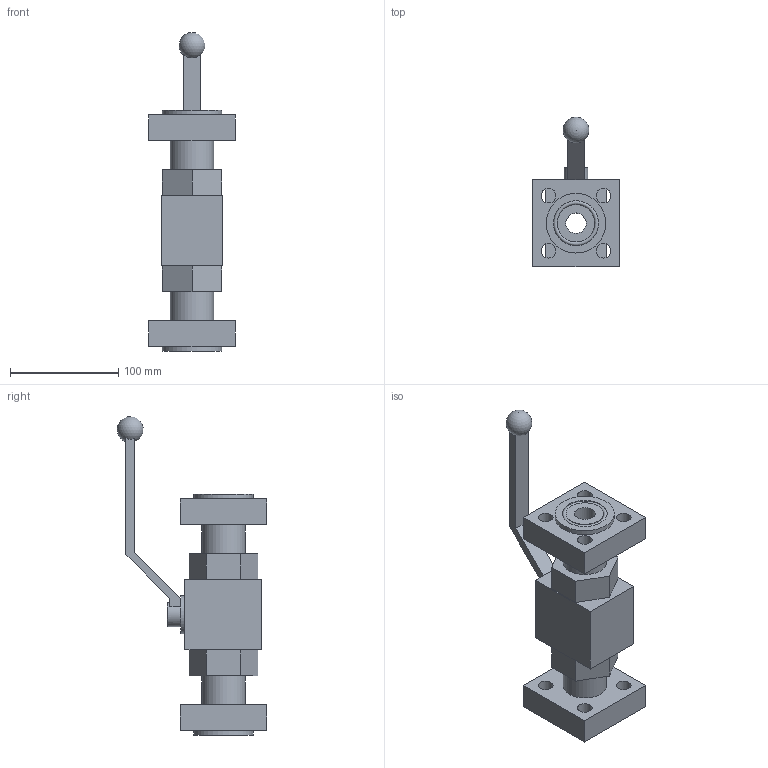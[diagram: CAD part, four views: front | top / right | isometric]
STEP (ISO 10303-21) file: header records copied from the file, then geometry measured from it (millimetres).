
FILE_DESCRIPTION(/* description */ ('STEP AP203'),/* implementation_level */ '2;1');
FILE_NAME(/* name */ 'Ball Valve BKF 25-01(0)',/* time_stamp */ '2025-01-22T10:03:31+01:00',/* author */ ('License CC BY-ND 4.0'),/* organization */ ('CADENAS'),/* preprocessor_version */ 'ST-DEVELOPER v19.3',/* originating_system */ 'PARTsolutions',/* authorisation */ ' ');
FILE_SCHEMA (('CONFIG_CONTROL_DESIGN'));
Length unit declared in the file: millimetre
Products named in the file (1): Blockkugelhahn BKF 25-01(0)
Bounding box: 80 x 137.97 x 294.5 mm (x, y, z)
Volume: 729884.8 mm3; surface area: 108604.8 mm2
Topology: 1 solids, 1 shells, 72 faces, 175 edges, 117 vertices
Faces by surface type: plane 50, cylinder 19, torus 2, sphere 1
Full cylindrical faces by diameter (mm): 13.5 x8, 19 x1, 22 x1, 34.5 x2, 35 x1, 40.15 x2, 41.56 x2, 55 x2
Entity records: 2493 total; most frequent: DIRECTION 334, CARTESIAN_POINT 327, ORIENTED_EDGE 290, EDGE_CURVE 145, EDGE_LOOP 124, FACE_BOUND 124, AXIS2_PLACEMENT_3D 116, VERTEX_POINT 109
